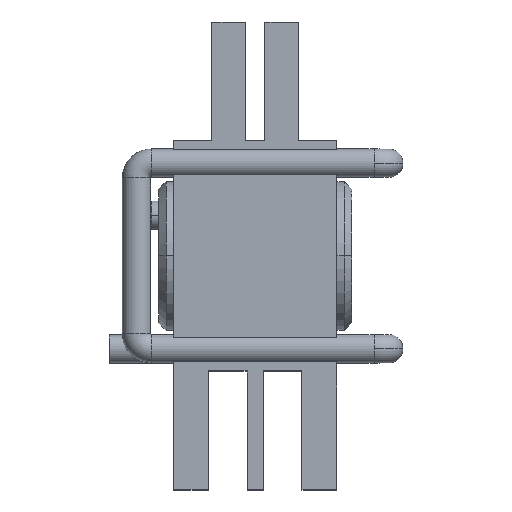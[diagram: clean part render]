
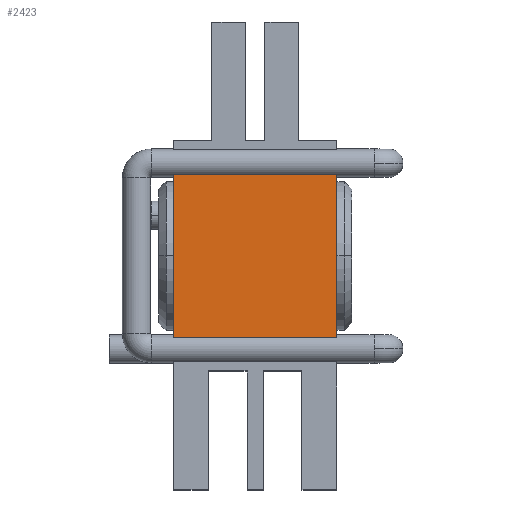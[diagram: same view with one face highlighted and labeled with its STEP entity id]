
A CAD part, top view. The second image highlights one B-rep face of the part: STEP entity #2423.
In plain terms, the highlighted planar face has unit normal (0, 0, 1).
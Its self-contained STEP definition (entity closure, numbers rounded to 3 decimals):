
#347 = VECTOR ( 'NONE', #2270, 1000. ) ;
#369 = CARTESIAN_POINT ( 'NONE',  ( 12.3, 22.942, 22. ) ) ;
#397 = CARTESIAN_POINT ( 'NONE',  ( 12.3, 49.442, 22. ) ) ;
#561 = LINE ( 'NONE', #815, #2583 ) ;
#673 = VERTEX_POINT ( 'NONE', #369 ) ;
#740 = ORIENTED_EDGE ( 'NONE', *, *, #2680, .F. ) ;
#784 = DIRECTION ( 'NONE',  ( -1., 0., 0. ) ) ;
#815 = CARTESIAN_POINT ( 'NONE',  ( 12.3, 22.942, 22. ) ) ;
#823 = VERTEX_POINT ( 'NONE', #1994 ) ;
#1015 = VECTOR ( 'NONE', #3056, 1000. ) ;
#1230 = EDGE_CURVE ( 'NONE', #3221, #673, #3341, .T. ) ;
#1240 = LINE ( 'NONE', #2110, #1468 ) ;
#1305 = EDGE_CURVE ( 'NONE', #3221, #2383, #3322, .T. ) ;
#1468 = VECTOR ( 'NONE', #2903, 1000. ) ;
#1776 = FACE_OUTER_BOUND ( 'NONE', #2950, .T. ) ;
#1991 = CARTESIAN_POINT ( 'NONE',  ( 12.3, 44.942, 22. ) ) ;
#1994 = CARTESIAN_POINT ( 'NONE',  ( -9.7, 22.942, 22. ) ) ;
#2070 = CARTESIAN_POINT ( 'NONE',  ( 0., 0., 22. ) ) ;
#2110 = CARTESIAN_POINT ( 'NONE',  ( -9.7, 49.442, 22. ) ) ;
#2270 = DIRECTION ( 'NONE',  ( 0., -1., 0. ) ) ;
#2383 = VERTEX_POINT ( 'NONE', #3380 ) ;
#2423 = ADVANCED_FACE ( 'NONE', ( #1776 ), #2867, .F. ) ;
#2509 = ORIENTED_EDGE ( 'NONE', *, *, #1305, .T. ) ;
#2522 = EDGE_CURVE ( 'NONE', #2383, #823, #1240, .T. ) ;
#2554 = DIRECTION ( 'NONE',  ( 0., 0., -1. ) ) ;
#2583 = VECTOR ( 'NONE', #784, 1000. ) ;
#2680 = EDGE_CURVE ( 'NONE', #673, #823, #561, .T. ) ;
#2833 = DIRECTION ( 'NONE',  ( -1., 0., 0. ) ) ;
#2859 = CARTESIAN_POINT ( 'NONE',  ( 12.3, 44.942, 22. ) ) ;
#2867 = PLANE ( 'NONE',  #3078 ) ;
#2871 = ORIENTED_EDGE ( 'NONE', *, *, #1230, .F. ) ;
#2903 = DIRECTION ( 'NONE',  ( 0., -1., 0. ) ) ;
#2950 = EDGE_LOOP ( 'NONE', ( #3205, #740, #2871, #2509 ) ) ;
#3056 = DIRECTION ( 'NONE',  ( -1., 0., 0. ) ) ;
#3078 = AXIS2_PLACEMENT_3D ( 'NONE', #2070, #2554, #2833 ) ;
#3205 = ORIENTED_EDGE ( 'NONE', *, *, #2522, .T. ) ;
#3221 = VERTEX_POINT ( 'NONE', #2859 ) ;
#3322 = LINE ( 'NONE', #1991, #1015 ) ;
#3341 = LINE ( 'NONE', #397, #347 ) ;
#3380 = CARTESIAN_POINT ( 'NONE',  ( -9.7, 44.942, 22. ) ) ;
